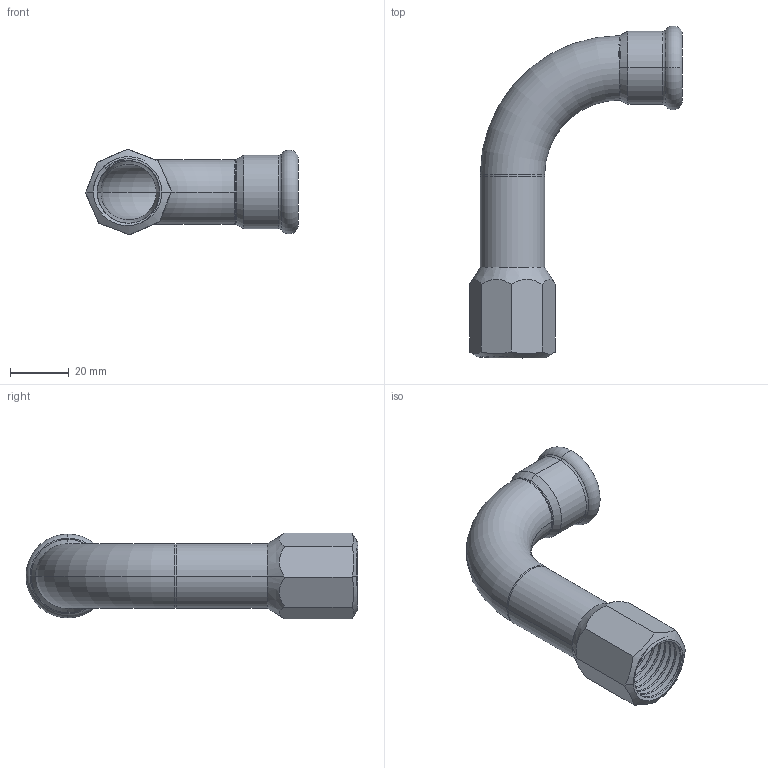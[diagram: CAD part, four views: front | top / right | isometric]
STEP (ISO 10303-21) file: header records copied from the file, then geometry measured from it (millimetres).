
FILE_DESCRIPTION (( 'STEP AP203' ), '1' );
FILE_NAME ('3D_ P746_22 x 3-4_141396360.STEP', '2024-11-19T16:15:16', ( '' ), ( '' ), 'SwSTEP 2.0', 'SolidWorks 2023', '' );
FILE_SCHEMA (( 'CONFIG_CONTROL_DESIGN' ));
Length unit declared in the file: millimetre
Products named in the file (1): 3D_ P746_22 x 3-4_141396360
Bounding box: 72.65 x 113.29 x 29.29 mm (x, y, z)
Volume: 17522.7 mm3; surface area: 21300.2 mm2
Topology: 2 solids, 2 shells, 75 faces, 192 edges, 118 vertices
Faces by surface type: cylinder 35, cone 14, torus 12, plane 11, bspline 3
Entity records: 4500 total; most frequent: CARTESIAN_POINT 2741, ORIENTED_EDGE 384, DIRECTION 336, EDGE_CURVE 192, AXIS2_PLACEMENT_3D 139, VERTEX_POINT 118, EDGE_LOOP 76, FACE_OUTER_BOUND 75
